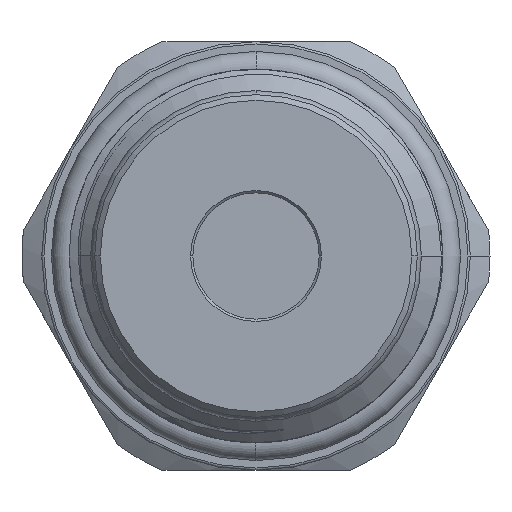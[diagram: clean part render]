
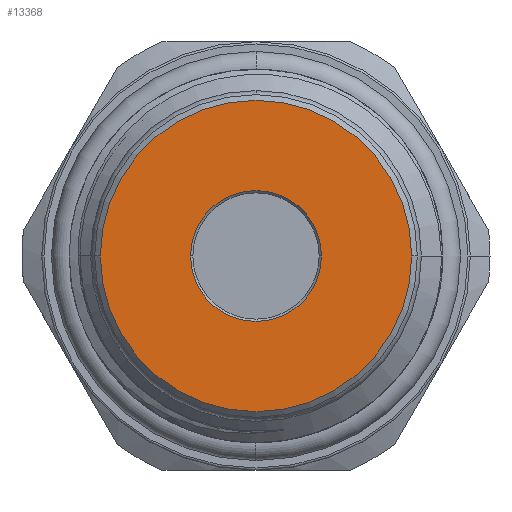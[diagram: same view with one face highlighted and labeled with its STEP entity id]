
A CAD part, left-side view. The second image highlights one B-rep face of the part: STEP entity #13368.
In plain terms, the highlighted planar face has unit normal (-1, 0, 0).
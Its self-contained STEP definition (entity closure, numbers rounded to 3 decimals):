
#468 = VERTEX_POINT ( 'NONE', #3449 ) ;
#728 = VERTEX_POINT ( 'NONE', #3212 ) ;
#763 = VERTEX_POINT ( 'NONE', #3368 ) ;
#1013 = VERTEX_POINT ( 'NONE', #3081 ) ;
#3081 = CARTESIAN_POINT ( 'NONE',  ( -42.8, 13.8, 0. ) ) ;
#3212 = CARTESIAN_POINT ( 'NONE',  ( -42.8, 5.8, 0. ) ) ;
#3368 = CARTESIAN_POINT ( 'NONE',  ( -42.8, -13.8, 0. ) ) ;
#3409 = DIRECTION ( 'NONE',  ( 0., 1., 0. ) ) ;
#3410 = DIRECTION ( 'NONE',  ( -1., 0., 0. ) ) ;
#3411 = CARTESIAN_POINT ( 'NONE',  ( -42.8, 0., 0. ) ) ;
#3430 = DIRECTION ( 'NONE',  ( 0., 1., 0. ) ) ;
#3431 = DIRECTION ( 'NONE',  ( 1., 0., 0. ) ) ;
#3433 = CARTESIAN_POINT ( 'NONE',  ( -42.8, 0., 0. ) ) ;
#3449 = CARTESIAN_POINT ( 'NONE',  ( -42.8, -5.8, 0. ) ) ;
#4404 = CARTESIAN_POINT ( 'NONE',  ( -42.8, 0., 0. ) ) ;
#4424 = DIRECTION ( 'NONE',  ( 0., 1., 0. ) ) ;
#4807 = DIRECTION ( 'NONE',  ( 1., 0., 0. ) ) ;
#6518 = ORIENTED_EDGE ( 'NONE', *, *, #13674, .T. ) ;
#6555 = ORIENTED_EDGE ( 'NONE', *, *, #13816, .T. ) ;
#6590 = ORIENTED_EDGE ( 'NONE', *, *, #13811, .T. ) ;
#6595 = ORIENTED_EDGE ( 'NONE', *, *, #13664, .T. ) ;
#7357 = CARTESIAN_POINT ( 'NONE',  ( -42.8, 0., 0. ) ) ;
#7359 = DIRECTION ( 'NONE',  ( -1., 0., 0. ) ) ;
#7475 = DIRECTION ( 'NONE',  ( 0., 1., 0. ) ) ;
#8530 = DIRECTION ( 'NONE',  ( 0., 1., 0. ) ) ;
#8560 = DIRECTION ( 'NONE',  ( -1., 0., 0. ) ) ;
#8563 = PLANE ( 'NONE',  #10156 ) ;
#8567 = CARTESIAN_POINT ( 'NONE',  ( -42.8, 0., 0. ) ) ;
#8968 = CIRCLE ( 'NONE', #10268, 13.8 ) ;
#9139 = FACE_BOUND ( 'NONE', #12395, .T. ) ;
#9355 = CIRCLE ( 'NONE', #10353, 13.8 ) ;
#9711 = CIRCLE ( 'NONE', #10350, 5.8 ) ;
#9748 = FACE_OUTER_BOUND ( 'NONE', #12382, .T. ) ;
#9759 = CIRCLE ( 'NONE', #10273, 5.8 ) ;
#10156 = AXIS2_PLACEMENT_3D ( 'NONE', #8567, #8560, #8530 ) ;
#10268 = AXIS2_PLACEMENT_3D ( 'NONE', #7357, #7359, #7475 ) ;
#10273 = AXIS2_PLACEMENT_3D ( 'NONE', #4404, #4807, #4424 ) ;
#10350 = AXIS2_PLACEMENT_3D ( 'NONE', #3433, #3431, #3430 ) ;
#10353 = AXIS2_PLACEMENT_3D ( 'NONE', #3411, #3410, #3409 ) ;
#12382 = EDGE_LOOP ( 'NONE', ( #6555, #6518 ) ) ;
#12395 = EDGE_LOOP ( 'NONE', ( #6595, #6590 ) ) ;
#13368 = ADVANCED_FACE ( 'NONE', ( #9139, #9748 ), #8563, .T. ) ;
#13664 = EDGE_CURVE ( 'NONE', #728, #468, #9759, .T. ) ;
#13674 = EDGE_CURVE ( 'NONE', #1013, #763, #8968, .T. ) ;
#13811 = EDGE_CURVE ( 'NONE', #468, #728, #9711, .T. ) ;
#13816 = EDGE_CURVE ( 'NONE', #763, #1013, #9355, .T. ) ;
